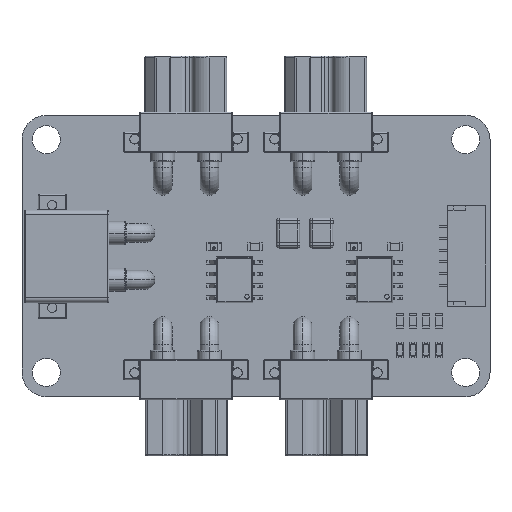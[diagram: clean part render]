
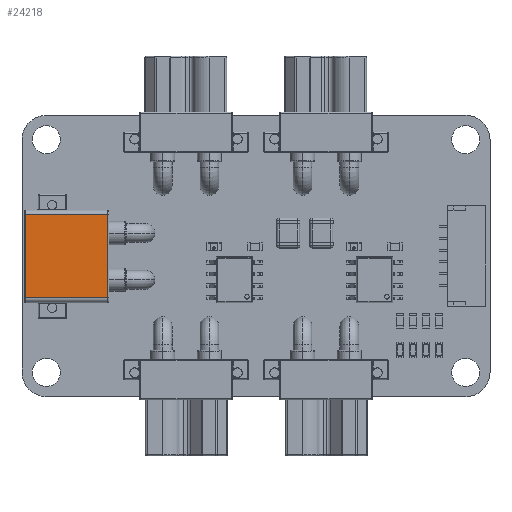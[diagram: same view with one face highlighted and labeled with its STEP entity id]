
A CAD part, top view. The second image highlights one B-rep face of the part: STEP entity #24218.
In plain terms, the highlighted planar face has unit normal (0, 0, 1).
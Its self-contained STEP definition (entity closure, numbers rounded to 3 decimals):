
#24218 = ADVANCED_FACE('',(#24219),#24253,.F.);
#24219 = FACE_BOUND('',#24220,.T.);
#24220 = EDGE_LOOP('',(#24221,#24231,#24239,#24247));
#24221 = ORIENTED_EDGE('',*,*,#24222,.T.);
#24222 = EDGE_CURVE('',#24223,#24225,#24227,.T.);
#24223 = VERTEX_POINT('',#24224);
#24224 = CARTESIAN_POINT('',(4.4,-4.45,5.));
#24225 = VERTEX_POINT('',#24226);
#24226 = CARTESIAN_POINT('',(4.4,4.45,5.));
#24227 = LINE('',#24228,#24229);
#24228 = CARTESIAN_POINT('',(4.4,0.,5.));
#24229 = VECTOR('',#24230,1.);
#24230 = DIRECTION('',(0.,1.,0.));
#24231 = ORIENTED_EDGE('',*,*,#24232,.T.);
#24232 = EDGE_CURVE('',#24225,#24233,#24235,.T.);
#24233 = VERTEX_POINT('',#24234);
#24234 = CARTESIAN_POINT('',(-4.4,4.45,5.));
#24235 = LINE('',#24236,#24237);
#24236 = CARTESIAN_POINT('',(0.,4.45,5.));
#24237 = VECTOR('',#24238,1.);
#24238 = DIRECTION('',(-1.,0.,0.));
#24239 = ORIENTED_EDGE('',*,*,#24240,.T.);
#24240 = EDGE_CURVE('',#24233,#24241,#24243,.T.);
#24241 = VERTEX_POINT('',#24242);
#24242 = CARTESIAN_POINT('',(-4.4,-4.45,5.));
#24243 = LINE('',#24244,#24245);
#24244 = CARTESIAN_POINT('',(-4.4,0.,5.));
#24245 = VECTOR('',#24246,1.);
#24246 = DIRECTION('',(0.,-1.,0.));
#24247 = ORIENTED_EDGE('',*,*,#24248,.T.);
#24248 = EDGE_CURVE('',#24241,#24223,#24249,.T.);
#24249 = LINE('',#24250,#24251);
#24250 = CARTESIAN_POINT('',(0.,-4.45,5.));
#24251 = VECTOR('',#24252,1.);
#24252 = DIRECTION('',(1.,0.,0.));
#24253 = PLANE('',#24254);
#24254 = AXIS2_PLACEMENT_3D('',#24255,#24256,#24257);
#24255 = CARTESIAN_POINT('',(0.,0.,5.));
#24256 = DIRECTION('',(0.,0.,-1.));
#24257 = DIRECTION('',(-1.,0.,0.));
